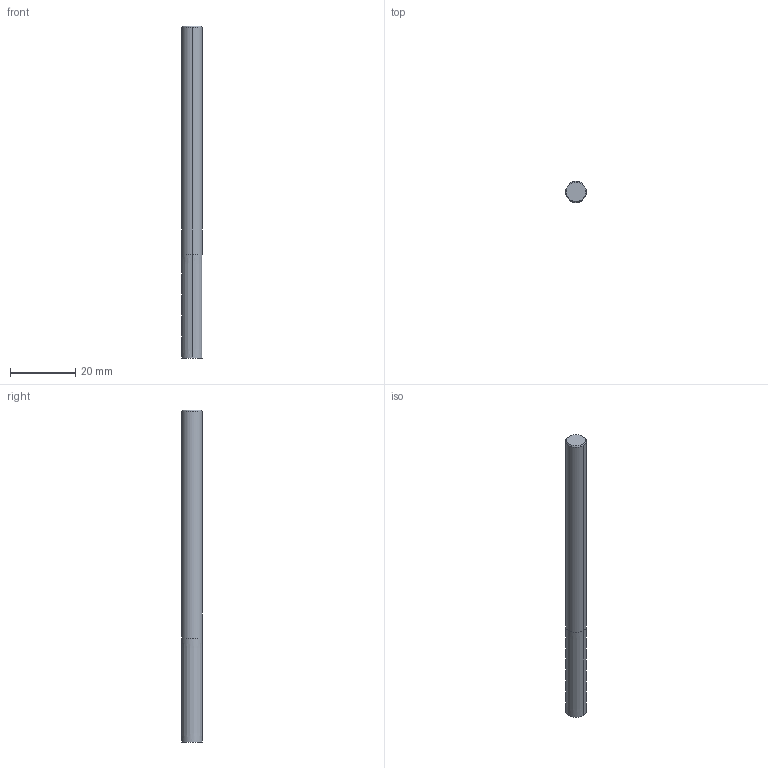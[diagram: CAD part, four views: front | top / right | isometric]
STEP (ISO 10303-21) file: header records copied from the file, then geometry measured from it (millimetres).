
FILE_DESCRIPTION(('no description'),'unknown implementation level');
FILE_NAME('solid_JvB1ZAHAeYNPnOiwvZhU0oY9AM_1.STP',' ',('CIMSOURCE GmbH'),('CADClick - KiM GmbH - www.kimweb.de'),'unknown preprocess','ACIS','unknown authorization');
FILE_SCHEMA(('automotive_design'));
Length unit declared in the file: millimetre
Products named in the file (2): NOCUT; CUT
Bounding box: 6.35 x 6.35 x 101.6 mm (x, y, z)
Volume: 3216.5 mm3; surface area: 2151.1 mm2
Topology: 2 solids, 2 shells, 23 faces, 55 edges, 36 vertices
Faces by surface type: cylinder 10, plane 9, cone 4
Entity records: 1560 total; most frequent: CARTESIAN_POINT 336, STYLED_ITEM 116, PRESENTATION_STYLE_ASSIGNMENT 116, COLOUR_RGB 116, DIRECTION 115, ORIENTED_EDGE 110, EDGE_CURVE 55, CURVE_STYLE 55
